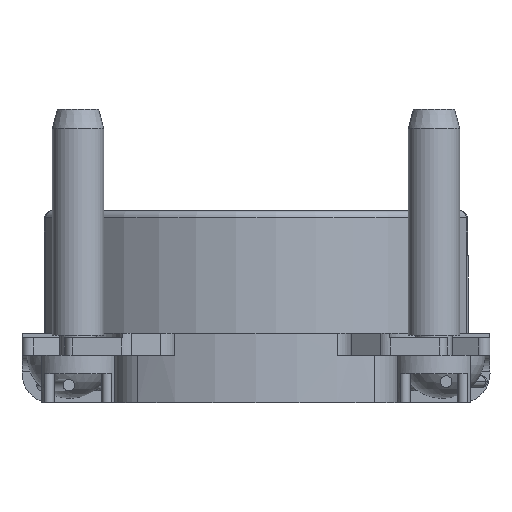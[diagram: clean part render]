
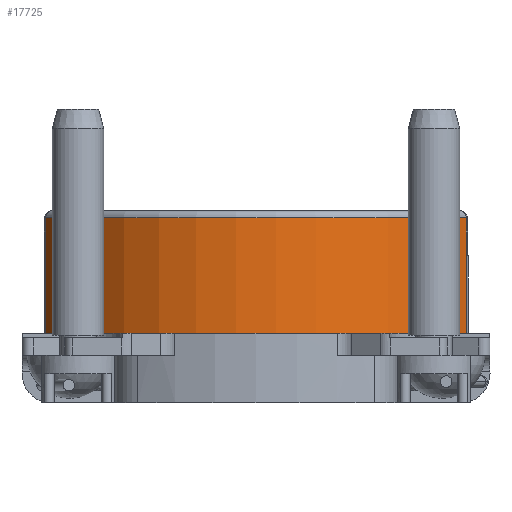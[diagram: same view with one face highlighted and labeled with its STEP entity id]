
A CAD part, front view. The second image highlights one B-rep face of the part: STEP entity #17725.
In plain terms, the highlighted cylindrical face has radius 8.065 mm (diameter 16.129 mm), a partial arc.
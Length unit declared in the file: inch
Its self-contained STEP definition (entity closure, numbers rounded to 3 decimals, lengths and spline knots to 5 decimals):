
#795 = DIRECTION ( 'NONE',  ( 0., 0., 1. ) ) ;
#2966 = CARTESIAN_POINT ( 'NONE',  ( 1.77301, -5.07601, -1.55201 ) ) ;
#3538 = EDGE_CURVE ( 'NONE', #14937, #7494, #22272, .T. ) ;
#3567 = ORIENTED_EDGE ( 'NONE', *, *, #23134, .T. ) ;
#3822 = AXIS2_PLACEMENT_3D ( 'NONE', #12198, #795, #14128 ) ;
#4098 = CARTESIAN_POINT ( 'NONE',  ( 1.77301, -5.07601, -1.71041 ) ) ;
#4393 = VECTOR ( 'NONE', #15759, 39.37008 ) ;
#4407 = CARTESIAN_POINT ( 'NONE',  ( 2.34355, -5.07601, -1.71041 ) ) ;
#4976 = CARTESIAN_POINT ( 'NONE',  ( 2.05828, -4.93662, -1.71041 ) ) ;
#5730 = ORIENTED_EDGE ( 'NONE', *, *, #3538, .T. ) ;
#5850 = CARTESIAN_POINT ( 'NONE',  ( 2.34355, -5.07601, -1.70841 ) ) ;
#7494 = VERTEX_POINT ( 'NONE', #2966 ) ;
#8136 = CARTESIAN_POINT ( 'NONE',  ( 2.34355, -5.07601, -1.55201 ) ) ;
#8804 = ORIENTED_EDGE ( 'NONE', *, *, #19167, .T. ) ;
#9566 = VERTEX_POINT ( 'NONE', #5850 ) ;
#10664 = CARTESIAN_POINT ( 'NONE',  ( 1.77301, -5.07601, -1.70841 ) ) ;
#11119 = EDGE_CURVE ( 'NONE', #7494, #19989, #24426, .T. ) ;
#11836 = LINE ( 'NONE', #4407, #4393 ) ;
#12198 = CARTESIAN_POINT ( 'NONE',  ( 2.05828, -4.93662, -1.70841 ) ) ;
#12377 = EDGE_LOOP ( 'NONE', ( #5730, #13839, #8804, #3567 ) ) ;
#13456 = FACE_OUTER_BOUND ( 'NONE', #12377, .T. ) ;
#13839 = ORIENTED_EDGE ( 'NONE', *, *, #11119, .T. ) ;
#14083 = DIRECTION ( 'NONE',  ( 1., 0., 0. ) ) ;
#14128 = DIRECTION ( 'NONE',  ( 1., 0., 0. ) ) ;
#14160 = DIRECTION ( 'NONE',  ( 0., 0., -1. ) ) ;
#14246 = CARTESIAN_POINT ( 'NONE',  ( 2.05828, -4.93662, -1.55201 ) ) ;
#14937 = VERTEX_POINT ( 'NONE', #8136 ) ;
#15759 = DIRECTION ( 'NONE',  ( 0., 0., 1. ) ) ;
#16083 = CYLINDRICAL_SURFACE ( 'NONE', #23004, 0.3175 ) ;
#16225 = DIRECTION ( 'NONE',  ( 0., 0., 1. ) ) ;
#16810 = CIRCLE ( 'NONE', #3822, 0.3175 ) ;
#17435 = DIRECTION ( 'NONE',  ( 0., 0., -1. ) ) ;
#17725 = ADVANCED_FACE ( 'NONE', ( #13456 ), #16083, .T. ) ;
#19167 = EDGE_CURVE ( 'NONE', #19989, #9566, #16810, .T. ) ;
#19450 = VECTOR ( 'NONE', #17435, 39.37008 ) ;
#19989 = VERTEX_POINT ( 'NONE', #10664 ) ;
#22272 = CIRCLE ( 'NONE', #22468, 0.3175 ) ;
#22468 = AXIS2_PLACEMENT_3D ( 'NONE', #14246, #14160, #14083 ) ;
#23004 = AXIS2_PLACEMENT_3D ( 'NONE', #4976, #16225, #23926 ) ;
#23134 = EDGE_CURVE ( 'NONE', #9566, #14937, #11836, .T. ) ;
#23926 = DIRECTION ( 'NONE',  ( 1., 0., 0. ) ) ;
#24426 = LINE ( 'NONE', #4098, #19450 ) ;
